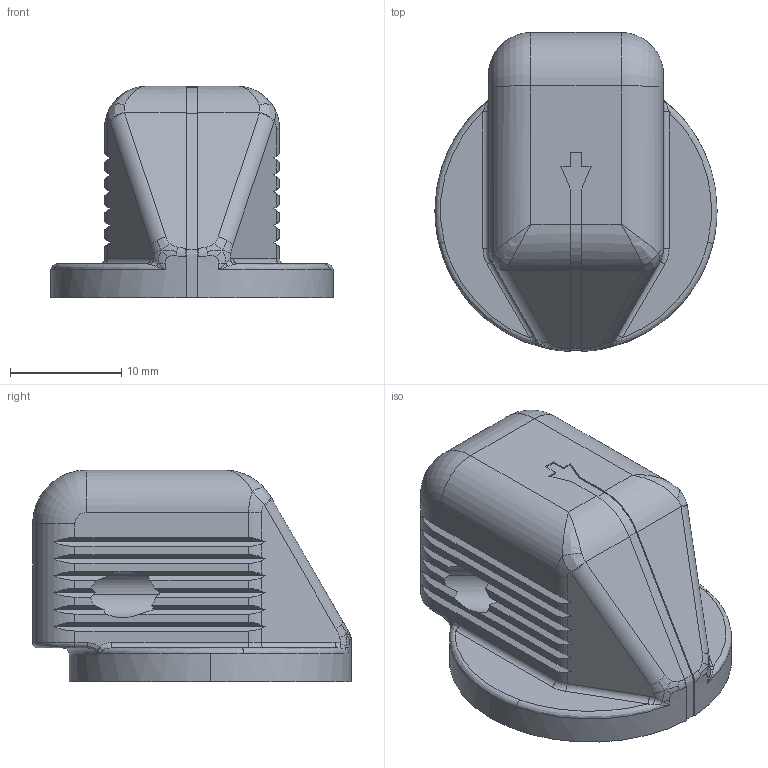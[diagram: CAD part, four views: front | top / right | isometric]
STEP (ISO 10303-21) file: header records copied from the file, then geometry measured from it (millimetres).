
FILE_DESCRIPTION (( 'STEP AP214' ), '1' );
FILE_NAME ('MS21384-04DBN v2.STEP', '2021-04-02T20:58:10', ( '' ), ( '' ), 'SwSTEP 2.0', 'SolidWorks 2019', '' );
FILE_SCHEMA (( 'AUTOMOTIVE_DESIGN' ));
Length unit declared in the file: millimetre
Products named in the file (1): MS21384-04DBN v2
Bounding box: 25.4 x 28.69 x 19.05 mm (x, y, z)
Volume: 6464.8 mm3; surface area: 3509.4 mm2
Topology: 2 solids, 2 shells, 196 faces, 539 edges, 343 vertices
Faces by surface type: plane 88, cylinder 56, bspline 47, cone 3, torus 2
Entity records: 8766 total; most frequent: CARTESIAN_POINT 4246, ORIENTED_EDGE 1070, DIRECTION 679, EDGE_CURVE 535, VERTEX_POINT 343, VECTOR 243, LINE 243, AXIS2_PLACEMENT_3D 218
